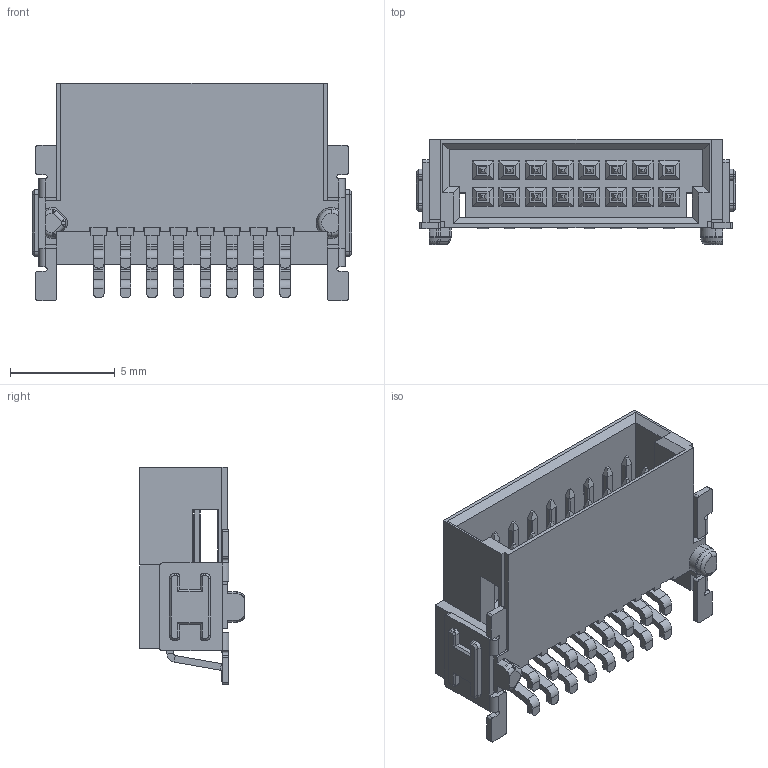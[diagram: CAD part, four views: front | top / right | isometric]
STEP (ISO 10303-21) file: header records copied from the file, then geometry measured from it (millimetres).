
FILE_DESCRIPTION(('CATIA V5 STEP Exchange','CAx-IF Rec.Pracs.--- Model Styling and Organization---1.4--- 2014-01-23'),'2;1');
FILE_NAME ('D1463898_1_2747170000_2747170000.stp','2021-02-15T10:03:05+00:00',('none'),('Weidmueller'),'CATIA Version 5-6 Release 2016 SP3 HF44','CATIA V5 STEP AP214','none');
FILE_SCHEMA(('AUTOMOTIVE_DESIGN { 1 0 10303 214 1 1 1 1 }'));
Length unit declared in the file: millimetre
Products named in the file (1): 2747170000
Bounding box: 15.24 x 5 x 10.35 mm (x, y, z)
Volume: 236.6 mm3; surface area: 886.8 mm2
Topology: 1 solids, 1 shells, 1436 faces, 3723 edges, 2204 vertices
Faces by surface type: plane 1098, cylinder 221, extrusion 64, cone 23, torus 18, sphere 8, bspline 4
Entity records: 42994 total; most frequent: CARTESIAN_POINT 9680, ORIENTED_EDGE 7446, DIRECTION 5651, EDGE_CURVE 3723, VECTOR 3111, LINE 3047, VERTEX_POINT 2204, EDGE_LOOP 1487
